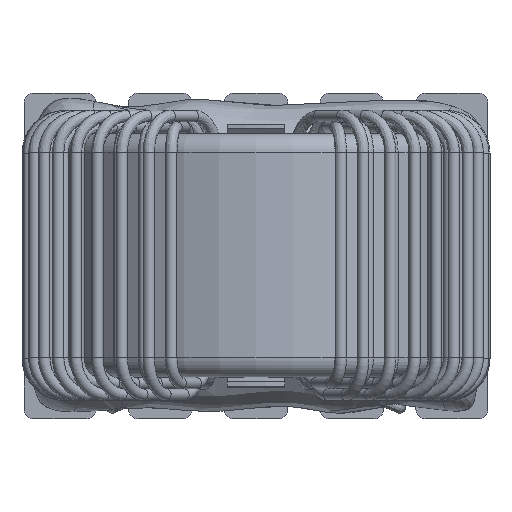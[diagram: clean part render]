
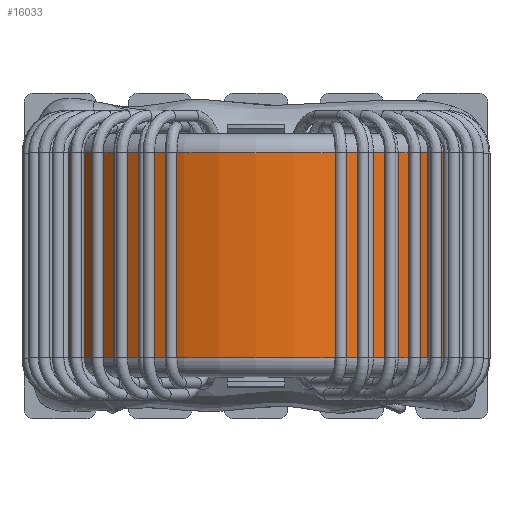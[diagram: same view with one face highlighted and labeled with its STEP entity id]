
A CAD part, top view. The second image highlights one B-rep face of the part: STEP entity #16033.
In plain terms, the highlighted cylindrical face has radius 11 mm (diameter 22 mm), a full revolution.
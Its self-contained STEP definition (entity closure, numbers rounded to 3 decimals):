
#1863=ORIENTED_EDGE('',*,*,#3951,.T.);
#1864=ORIENTED_EDGE('',*,*,#3952,.T.);
#3951=EDGE_CURVE('',#5151,#5151,#6154,.T.);
#3952=EDGE_CURVE('',#5152,#5152,#6155,.F.);
#5151=VERTEX_POINT('',#37782);
#5152=VERTEX_POINT('',#37784);
#6154=CIRCLE('',#17104,11.);
#6155=CIRCLE('',#17105,11.);
#7269=EDGE_LOOP('',(#1863));
#7270=EDGE_LOOP('',(#1864));
#8897=FACE_BOUND('',#7269,.T.);
#8898=FACE_BOUND('',#7270,.T.);
#10033=CYLINDRICAL_SURFACE('',#17103,11.);
#16033=ADVANCED_FACE('',(#8897,#8898),#10033,.T.);
#17103=AXIS2_PLACEMENT_3D('',#37780,#19030,#19031);
#17104=AXIS2_PLACEMENT_3D('',#37781,#19032,#19033);
#17105=AXIS2_PLACEMENT_3D('',#37783,#19034,#19035);
#19030=DIRECTION('',(0.,1.,0.));
#19031=DIRECTION('',(0.,0.,1.));
#19032=DIRECTION('',(0.,1.,0.));
#19033=DIRECTION('',(0.,0.,1.));
#19034=DIRECTION('',(0.,1.,0.));
#19035=DIRECTION('',(0.,0.,1.));
#37780=CARTESIAN_POINT('',(0.,-6.35,15.1));
#37781=CARTESIAN_POINT('',(0.,-5.35,15.1));
#37782=CARTESIAN_POINT('',(0.,-5.35,26.1));
#37783=CARTESIAN_POINT('',(0.,5.35,15.1));
#37784=CARTESIAN_POINT('',(0.,5.35,26.1));
